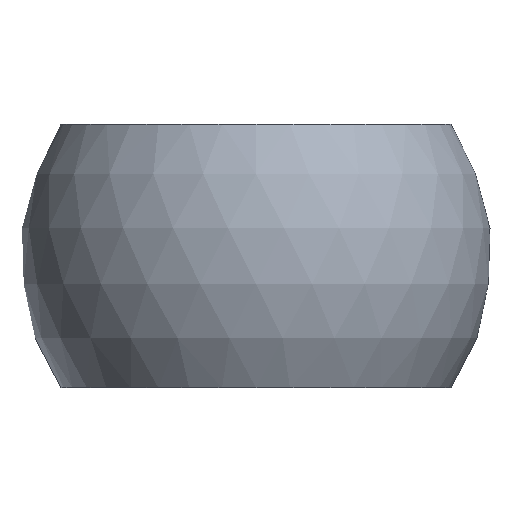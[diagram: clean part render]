
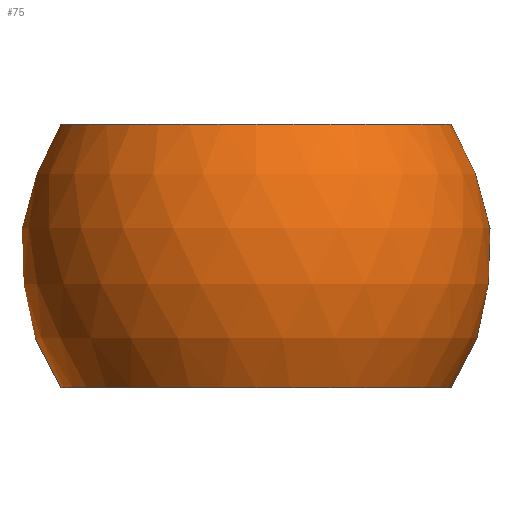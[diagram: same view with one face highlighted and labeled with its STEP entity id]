
A CAD part, left-side view. The second image highlights one B-rep face of the part: STEP entity #75.
In plain terms, the highlighted spherical face has radius 12.5 mm.
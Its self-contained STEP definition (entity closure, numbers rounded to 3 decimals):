
#75 = ADVANCED_FACE( '', ( #86, #87, #88 ), #89, .T. );
#86 = FACE_BOUND( '', #116, .T. );
#87 = FACE_OUTER_BOUND( '', #117, .T. );
#88 = FACE_OUTER_BOUND( '', #118, .T. );
#89 = SPHERICAL_SURFACE( '', #119, 12.5 );
#116 = EDGE_LOOP( '', ( #146 ) );
#117 = EDGE_LOOP( '', ( #147 ) );
#118 = EDGE_LOOP( '', ( #148 ) );
#119 = AXIS2_PLACEMENT_3D( '', #149, #150, #151 );
#146 = ORIENTED_EDGE( '', *, *, #196, .T. );
#147 = ORIENTED_EDGE( '', *, *, #197, .F. );
#148 = ORIENTED_EDGE( '', *, *, #198, .T. );
#149 = CARTESIAN_POINT( '', ( 0., 0., 0. ) );
#150 = DIRECTION( '', ( 0., 0., 1. ) );
#151 = DIRECTION( '', ( 1., 0., 0. ) );
#196 = EDGE_CURVE( '', #206, #206, #207, .T. );
#197 = EDGE_CURVE( '', #208, #208, #209, .T. );
#198 = EDGE_CURVE( '', #210, #210, #211, .T. );
#206 = VERTEX_POINT( '', #226 );
#207 = CIRCLE( '', #227, 6.897 );
#208 = VERTEX_POINT( '', #228 );
#209 = CIRCLE( '', #229, 10.356 );
#210 = VERTEX_POINT( '', #230 );
#211 = CIRCLE( '', #231, 10.356 );
#226 = CARTESIAN_POINT( '', ( 10.425, 0., 6.897 ) );
#227 = AXIS2_PLACEMENT_3D( '', #246, #247, #248 );
#228 = CARTESIAN_POINT( '', ( 10.356, 0., 7. ) );
#229 = AXIS2_PLACEMENT_3D( '', #249, #250, #251 );
#230 = CARTESIAN_POINT( '', ( 10.356, 0., -7. ) );
#231 = AXIS2_PLACEMENT_3D( '', #252, #253, #254 );
#246 = CARTESIAN_POINT( '', ( 10.425, 0., 0. ) );
#247 = DIRECTION( '', ( -1., 0., 0. ) );
#248 = DIRECTION( '', ( 0., 0., 1. ) );
#249 = CARTESIAN_POINT( '', ( 0., 0., 7. ) );
#250 = DIRECTION( '', ( 0., 0., 1. ) );
#251 = DIRECTION( '', ( 1., 0., 0. ) );
#252 = CARTESIAN_POINT( '', ( 0., 0., -7. ) );
#253 = DIRECTION( '', ( 0., 0., 1. ) );
#254 = DIRECTION( '', ( 1., 0., 0. ) );
